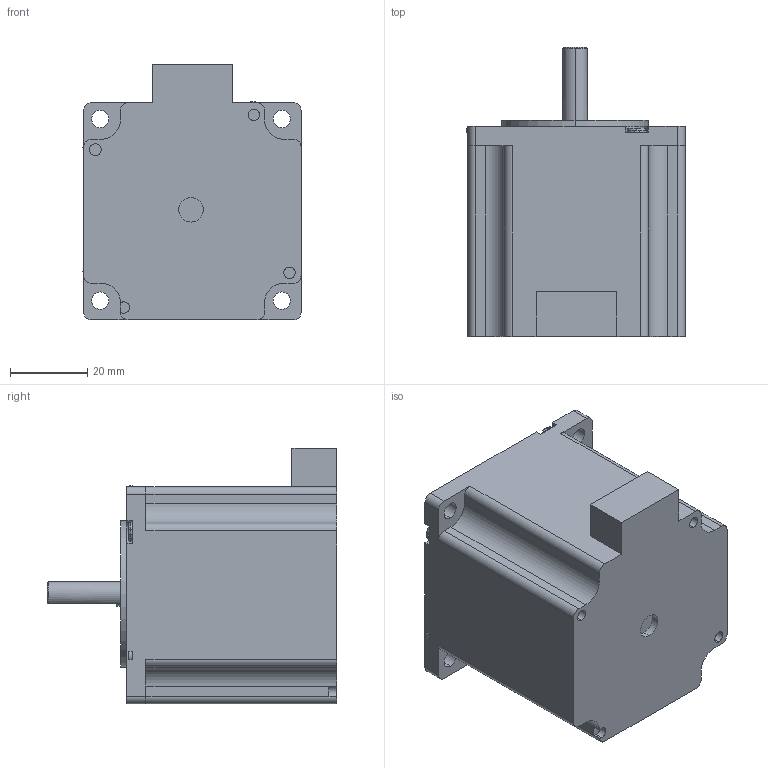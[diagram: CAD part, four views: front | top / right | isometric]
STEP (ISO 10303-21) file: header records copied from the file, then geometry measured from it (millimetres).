
FILE_DESCRIPTION (( 'STEP AP203' ), '1' );
FILE_NAME ('SS2302A42A-6.STEP', '2020-12-07T09:11:17', ( '微软用户' ), ( '微软中国' ), 'SwSTEP 2.0', 'SolidWorks 2016', '' );
FILE_SCHEMA (( 'CONFIG_CONTROL_DESIGN' ));
Length unit declared in the file: millimetre
Products named in the file (1): SS2302A42A-6
Bounding box: 56.65 x 75.1 x 66.4 mm (x, y, z)
Volume: 160451 mm3; surface area: 19516.3 mm2
Topology: 1 solids, 1 shells, 177 faces, 486 edges, 320 vertices
Faces by surface type: plane 115, cylinder 53, torus 8, cone 1
Entity records: 5861 total; most frequent: CARTESIAN_POINT 1246, ORIENTED_EDGE 972, DIRECTION 922, EDGE_CURVE 486, VERTEX_POINT 320, AXIS2_PLACEMENT_3D 316, VECTOR 290, LINE 290
